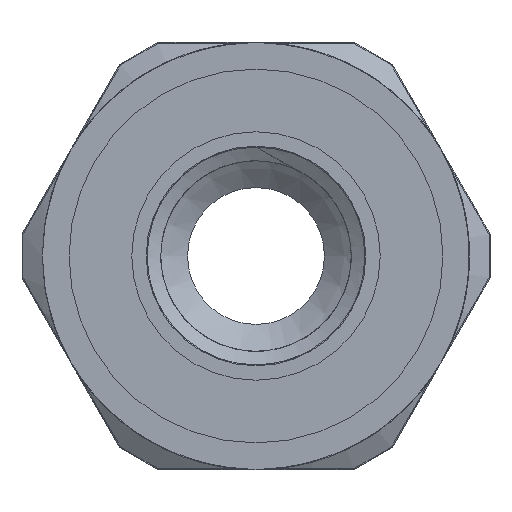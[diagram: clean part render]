
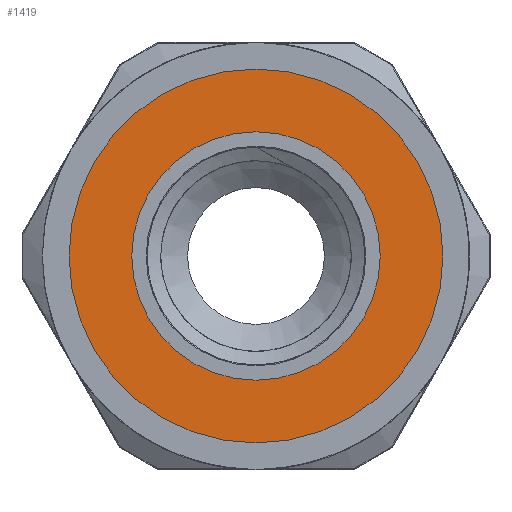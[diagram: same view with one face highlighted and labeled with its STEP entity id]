
A CAD part, left-side view. The second image highlights one B-rep face of the part: STEP entity #1419.
In plain terms, the highlighted planar face has unit normal (-1, 0, 0).
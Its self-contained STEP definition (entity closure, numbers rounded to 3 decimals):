
#24=FACE_BOUND('',#471,.T.);
#55=PLANE('',#1579);
#364=FACE_OUTER_BOUND('',#470,.T.);
#470=EDGE_LOOP('',(#1258));
#471=EDGE_LOOP('',(#1259));
#572=CIRCLE('',#1578,6.975);
#573=CIRCLE('',#1580,10.5);
#695=VERTEX_POINT('',#5251);
#696=VERTEX_POINT('',#5254);
#900=EDGE_CURVE('',#695,#695,#572,.T.);
#901=EDGE_CURVE('',#696,#696,#573,.T.);
#1258=ORIENTED_EDGE('',*,*,#901,.F.);
#1259=ORIENTED_EDGE('',*,*,#900,.T.);
#1419=ADVANCED_FACE('',(#364,#24),#55,.T.);
#1578=AXIS2_PLACEMENT_3D('',#5252,#1925,#1926);
#1579=AXIS2_PLACEMENT_3D('',#5253,#1927,#1928);
#1580=AXIS2_PLACEMENT_3D('',#5255,#1929,#1930);
#1925=DIRECTION('center_axis',(1.,0.,0.));
#1926=DIRECTION('ref_axis',(0.,0.,-1.));
#1927=DIRECTION('center_axis',(-1.,0.,0.));
#1928=DIRECTION('ref_axis',(0.,0.,1.));
#1929=DIRECTION('center_axis',(1.,0.,0.));
#1930=DIRECTION('ref_axis',(0.,0.,-1.));
#5251=CARTESIAN_POINT('',(-14.,6.975,0.));
#5252=CARTESIAN_POINT('Origin',(-14.,0.,0.));
#5253=CARTESIAN_POINT('Origin',(-14.,10.5,0.));
#5254=CARTESIAN_POINT('',(-14.,10.5,0.));
#5255=CARTESIAN_POINT('Origin',(-14.,0.,0.));
